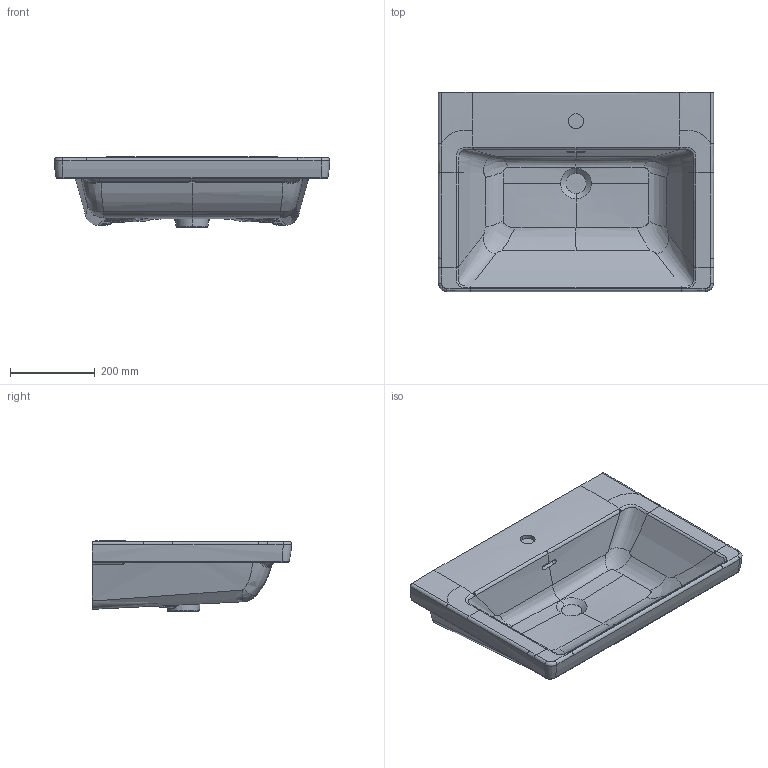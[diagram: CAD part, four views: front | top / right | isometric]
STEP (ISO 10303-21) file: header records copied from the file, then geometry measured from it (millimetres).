
FILE_DESCRIPTION(/* description */ (''),/* implementation_level */ '2;1');
FILE_NAME(/* name */ '4A7065.stp',/* time_stamp */ '2020-02-10T14:31:52+01:00',/* author */ (''),/* organization */ (''),/* preprocessor_version */ 'ST-DEVELOPER v16.7',/* originating_system */ 'SIEMENS PLM Software NX 1863',/* authorisation */ '');
FILE_SCHEMA (('AUTOMOTIVE_DESIGN { 1 0 10303 214 3 1 1 1 }'));
Length unit declared in the file: millimetre
Products named in the file (1): Sier3E649DA9h4sf
Bounding box: 649.98 x 470.32 x 166.98 mm (x, y, z)
Volume: 16784409.5 mm3; surface area: 973989.6 mm2
Topology: 1 solids, 1 shells, 407 faces, 1041 edges, 623 vertices
Faces by surface type: bspline 333, cylinder 41, plane 16, extrusion 8, sphere 8, cone 1
Entity records: 62536 total; most frequent: CARTESIAN_POINT 55482, ORIENTED_EDGE 2050, EDGE_CURVE 1025, B_SPLINE_CURVE_WITH_KNOTS 762, VERTEX_POINT 623, DIRECTION 575, EDGE_LOOP 410, ADVANCED_FACE 407
